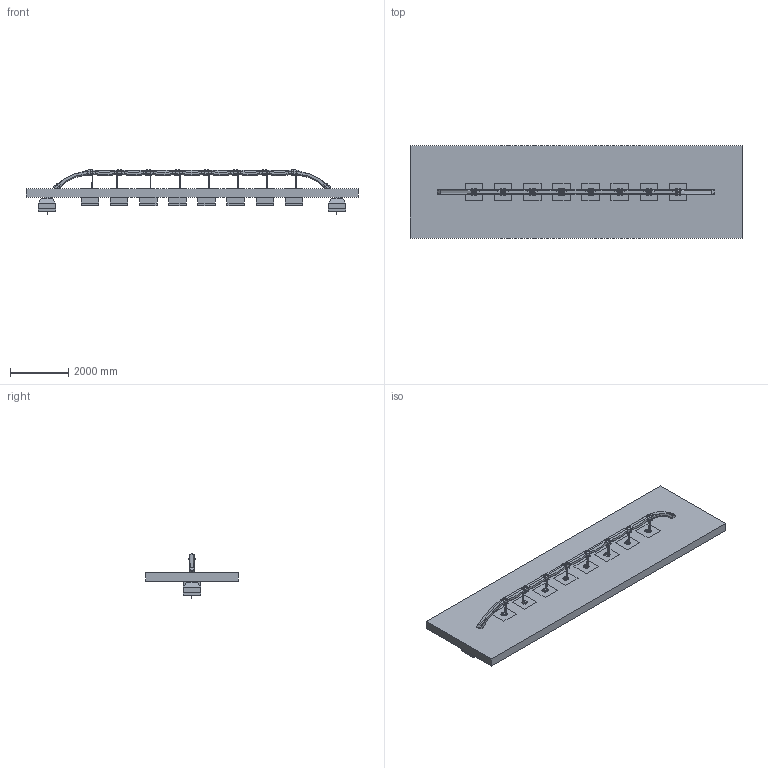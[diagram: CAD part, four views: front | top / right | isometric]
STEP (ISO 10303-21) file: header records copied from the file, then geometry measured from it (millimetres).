
FILE_DESCRIPTION (( 'STEP AP214' ), '1' );
FILE_NAME ('4591-81-A.STEP', '2018-12-05T13:38:50', ( '' ), ( '' ), 'SwSTEP 2.0', 'SolidWorks 2018', '' );
FILE_SCHEMA (( 'AUTOMOTIVE_DESIGN' ));
Length unit declared in the file: millimetre
Products named in the file (163): Stopmutter M16; Erdnagel 300 mm; Krallenscheibe; 7er-einzel; Spiegeln7er-einzel; Befestigung-mit Feder_REV1; 4591-81-A; 10er Kettenglied_Standard<Wie bearbeitet>; Eingrabanker; Schlossschraube; Feder-Snake_REV1; LaufseilREV2; 16er U-Scheibe; Schrumpfschlauch; Befestigung-Snake_REV1; 55-02-08 - Schäkel M8 geschweift; 55-02-06-08 - Kettenschäkel ; 7er-einzel_Standard<Wie bearbeitet>; Fund-kette; Fundamente4591-81; Mindestraum; 10er Kettenglied; Stopmutter M16_94645A250; Spiegeln7er-einzel_Standard<Wie bearbeitet>
Assembly tree (137 placements, depth 3):
  Stopmutter M16
  Krallenscheibe
  7er-einzel
  Spiegeln7er-einzel
  Stopmutter M16
Bounding box: 11400 x 3160 x 1528.77 mm (x, y, z)
Volume: 12265161393.1 mm3; surface area: 142586125.7 mm2
Topology: 546 solids, 546 shells, 7706 faces, 17914 edges, 11310 vertices
Faces by surface type: cylinder 3537, plane 2202, cone 944, torus 566, bspline 441, sphere 16
Entity records: 73560 total; most frequent: CARTESIAN_POINT 44673, DIRECTION 5355, ORIENTED_EDGE 5086, EDGE_CURVE 2543, AXIS2_PLACEMENT_3D 2105, VERTEX_POINT 1601, EDGE_LOOP 1262, LINE 1145
